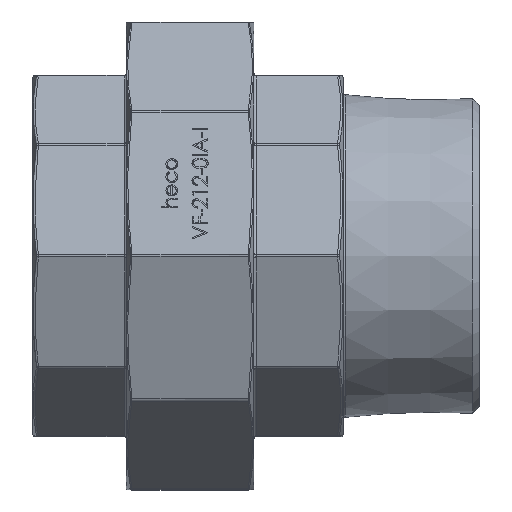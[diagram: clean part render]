
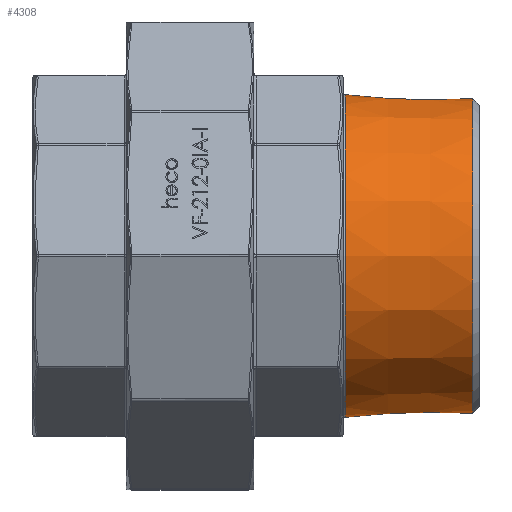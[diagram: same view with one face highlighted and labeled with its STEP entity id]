
A CAD part, top view. The second image highlights one B-rep face of the part: STEP entity #4308.
In plain terms, the highlighted conical face has half-angle 1.79 degrees and reference radius 37.59 mm.
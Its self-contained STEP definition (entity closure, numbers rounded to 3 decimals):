
#2174 = CARTESIAN_POINT ( 'NONE',  ( 33.484, 0., 37.931 ) ) ;
#4084 = CARTESIAN_POINT ( 'NONE',  ( 33.484, 0., 0. ) ) ;
#4308 = ADVANCED_FACE ( 'NONE', ( #4813, #18822 ), #12002, .T. ) ;
#4337 = DIRECTION ( 'NONE',  ( 0., 0., 1. ) ) ;
#4436 = EDGE_LOOP ( 'NONE', ( #8526 ) ) ;
#4699 = DIRECTION ( 'NONE',  ( -1., 0., 0. ) ) ;
#4813 = FACE_OUTER_BOUND ( 'NONE', #16787, .T. ) ;
#4851 = CARTESIAN_POINT ( 'NONE',  ( 63.472, 0., 36.994 ) ) ;
#5160 = VERTEX_POINT ( 'NONE', #2174 ) ;
#7354 = CIRCLE ( 'NONE', #12298, 37.931 ) ;
#8526 = ORIENTED_EDGE ( 'NONE', *, *, #10732, .T. ) ;
#10732 = EDGE_CURVE ( 'NONE', #16858, #16858, #11125, .T. ) ;
#10947 = DIRECTION ( 'NONE',  ( -1., 0., 0. ) ) ;
#11125 = CIRCLE ( 'NONE', #16429, 36.994 ) ;
#11198 = DIRECTION ( 'NONE',  ( 0., 0., 1. ) ) ;
#11909 = ORIENTED_EDGE ( 'NONE', *, *, #15046, .T. ) ;
#12002 = CONICAL_SURFACE ( 'NONE', #12365, 37.59, 0.031 ) ;
#12298 = AXIS2_PLACEMENT_3D ( 'NONE', #4084, #14236, #12562 ) ;
#12365 = AXIS2_PLACEMENT_3D ( 'NONE', #18301, #10947, #4337 ) ;
#12562 = DIRECTION ( 'NONE',  ( 0., 0., 1. ) ) ;
#14236 = DIRECTION ( 'NONE',  ( 1., 0., 0. ) ) ;
#14948 = CARTESIAN_POINT ( 'NONE',  ( 63.472, 0., 0. ) ) ;
#15046 = EDGE_CURVE ( 'NONE', #5160, #5160, #7354, .T. ) ;
#16429 = AXIS2_PLACEMENT_3D ( 'NONE', #14948, #4699, #11198 ) ;
#16787 = EDGE_LOOP ( 'NONE', ( #11909 ) ) ;
#16858 = VERTEX_POINT ( 'NONE', #4851 ) ;
#18301 = CARTESIAN_POINT ( 'NONE',  ( 44.4, 0., 0. ) ) ;
#18822 = FACE_BOUND ( 'NONE', #4436, .T. ) ;
